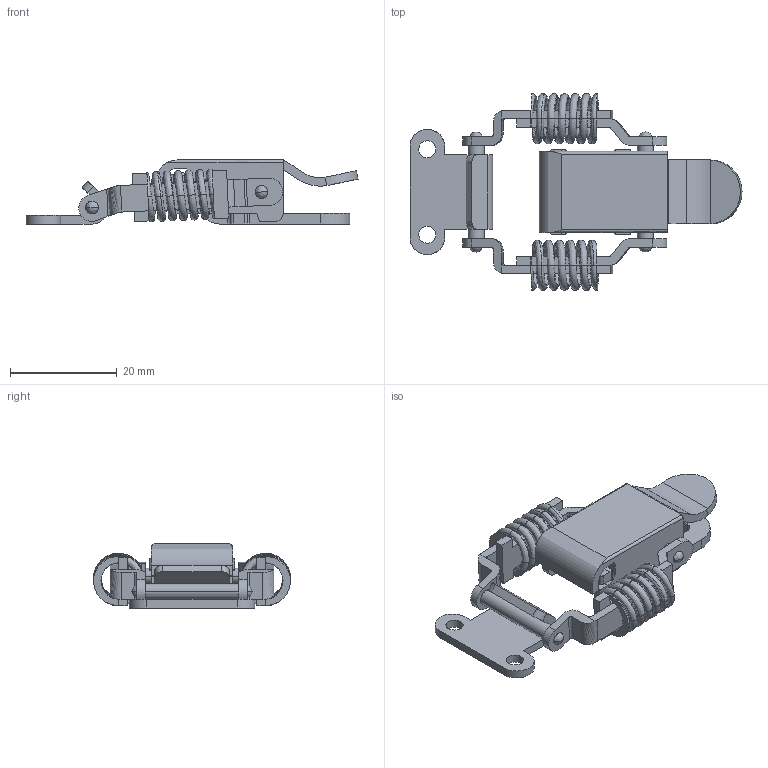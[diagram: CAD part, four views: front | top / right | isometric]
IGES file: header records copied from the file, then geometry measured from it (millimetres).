
Start section: ------------------------------------------------------------------------
Global section: file name: PC017.12600.TL_11Z_003_23709.igs; native system: spGate; preprocessor: ver18.9.1 (****-****-****-****); author: Unknown; organization: Unknown; date: 230220.140227; units: millimetre
Bounding box: 62.25 x 36.9 x 12 mm (x, y, z)
Volume: 4615.7 mm3; surface area: 7569.4 mm2
Topology: 7 solids, 7 shells, 389 faces, 957 edges, 582 vertices
Faces by surface type: bspline 389
